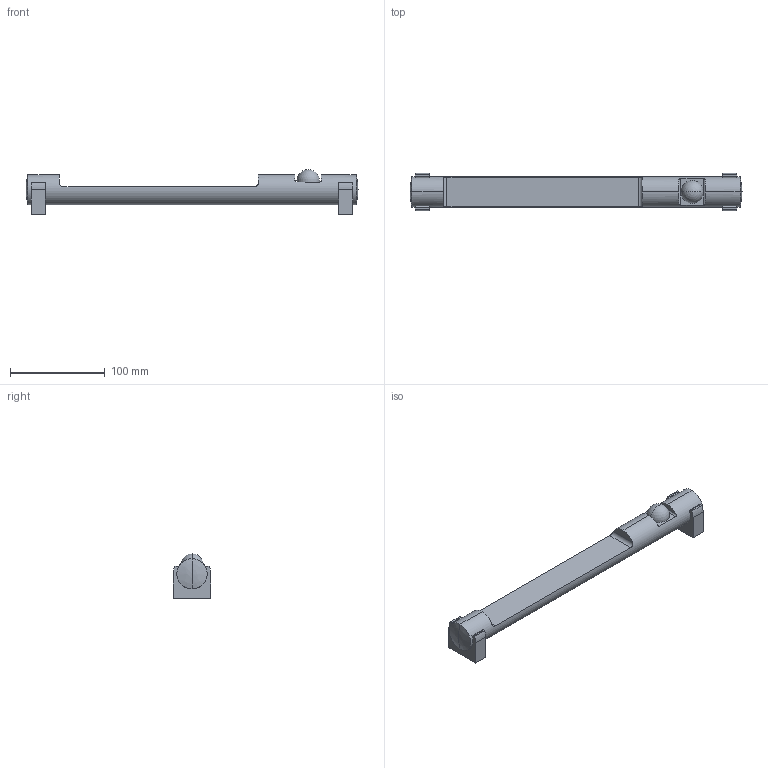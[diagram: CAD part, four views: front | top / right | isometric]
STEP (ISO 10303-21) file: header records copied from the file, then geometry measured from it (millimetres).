
FILE_DESCRIPTION(('starvars output'),'2;1');
FILE_NAME('cv20171024140952000011600.stp','14:09:52 2017/10/24',( 'Thomas Industrial Network Germany GmbH'),( 'Thomas Industrial Network Germany GmbH'),'unknown preprocess','ACIS' ,'unknown authorization');
FILE_SCHEMA(('CONFIG_CONTROL_DESIGN {UNKNOWN IMPLEMENTATION LEVEL}'));
Length unit declared in the file: millimetre
Products named in the file (1): PRODUCT_ID_1
Bounding box: 351 x 40 x 47.3 mm (x, y, z)
Volume: 234107.4 mm3; surface area: 41636.1 mm2
Topology: 1 solids, 1 shells, 74 faces, 207 edges, 134 vertices
Faces by surface type: plane 42, cylinder 26, bspline 4, sphere 2
Entity records: 2314 total; most frequent: CARTESIAN_POINT 544, ORIENTED_EDGE 402, DIRECTION 292, EDGE_CURVE 201, VERTEX_POINT 134, VECTOR 116, LINE 116, AXIS2_PLACEMENT_3D 88
